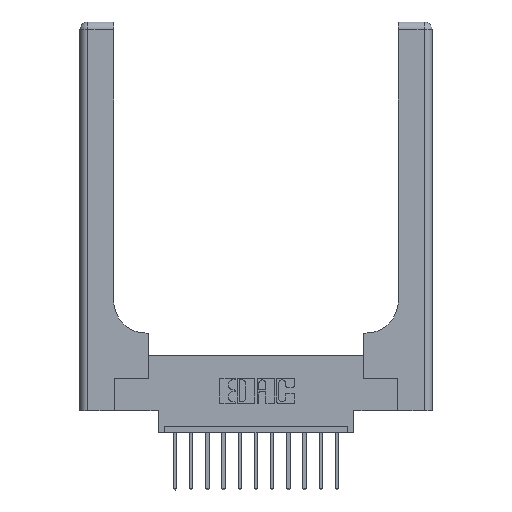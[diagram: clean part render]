
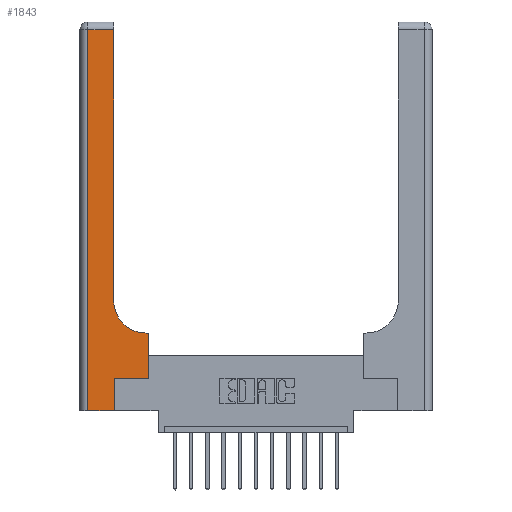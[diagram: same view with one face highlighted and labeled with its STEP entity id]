
A CAD part, top view. The second image highlights one B-rep face of the part: STEP entity #1843.
In plain terms, the highlighted planar face has unit normal (0, 0, 1).
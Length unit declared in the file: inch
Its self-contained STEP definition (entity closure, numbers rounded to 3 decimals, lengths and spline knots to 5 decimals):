
#70 = VECTOR ( 'NONE', #10674, 39.37008 ) ;
#431 = CIRCLE ( 'NONE', #7721, 0.25 ) ;
#578 = ORIENTED_EDGE ( 'NONE', *, *, #12682, .T. ) ;
#863 = CARTESIAN_POINT ( 'NONE',  ( 0., 0., 0.37 ) ) ;
#1357 = CARTESIAN_POINT ( 'NONE',  ( 0.26, 0.85, 0.37 ) ) ;
#1443 = VERTEX_POINT ( 'NONE', #10712 ) ;
#1644 = ORIENTED_EDGE ( 'NONE', *, *, #12180, .T. ) ;
#1744 = VECTOR ( 'NONE', #15375, 39.37008 ) ;
#1843 = ADVANCED_FACE ( 'NONE', ( #11829 ), #14891, .F. ) ;
#2112 = VECTOR ( 'NONE', #9755, 39.37008 ) ;
#2169 = CARTESIAN_POINT ( 'NONE',  ( 0.26, 3., 0.37 ) ) ;
#2275 = DIRECTION ( 'NONE',  ( -1., 0., 0. ) ) ;
#2430 = ORIENTED_EDGE ( 'NONE', *, *, #5594, .T. ) ;
#2572 = LINE ( 'NONE', #8017, #7159 ) ;
#3448 = LINE ( 'NONE', #15607, #70 ) ;
#3821 = VECTOR ( 'NONE', #8947, 39.37008 ) ;
#4032 = EDGE_LOOP ( 'NONE', ( #6251, #1644, #14859, #11887, #13013, #4731, #578, #2430, #4730 ) ) ;
#4362 = DIRECTION ( 'NONE',  ( -1., 0., 0. ) ) ;
#4509 = EDGE_CURVE ( 'NONE', #11767, #1443, #6412, .T. ) ;
#4720 = DIRECTION ( 'NONE',  ( 0., 1., 0. ) ) ;
#4730 = ORIENTED_EDGE ( 'NONE', *, *, #5810, .T. ) ;
#4731 = ORIENTED_EDGE ( 'NONE', *, *, #11337, .T. ) ;
#5395 = VERTEX_POINT ( 'NONE', #13726 ) ;
#5561 = VERTEX_POINT ( 'NONE', #9262 ) ;
#5594 = EDGE_CURVE ( 'NONE', #8242, #14790, #11510, .T. ) ;
#5595 = CARTESIAN_POINT ( 'NONE',  ( 0.51, 0.85, 0.37 ) ) ;
#5703 = VERTEX_POINT ( 'NONE', #14546 ) ;
#5810 = EDGE_CURVE ( 'NONE', #14790, #11767, #431, .T. ) ;
#6251 = ORIENTED_EDGE ( 'NONE', *, *, #4509, .T. ) ;
#6412 = LINE ( 'NONE', #2169, #10553 ) ;
#6952 = AXIS2_PLACEMENT_3D ( 'NONE', #11008, #16153, #2275 ) ;
#7159 = VECTOR ( 'NONE', #7958, 39.37008 ) ;
#7602 = VERTEX_POINT ( 'NONE', #8603 ) ;
#7721 = AXIS2_PLACEMENT_3D ( 'NONE', #5595, #13253, #9492 ) ;
#7958 = DIRECTION ( 'NONE',  ( 0., 1., 0. ) ) ;
#8017 = CARTESIAN_POINT ( 'NONE',  ( 0.528, 0.25, 0.37 ) ) ;
#8086 = EDGE_CURVE ( 'NONE', #7602, #5395, #13787, .T. ) ;
#8087 = LINE ( 'NONE', #863, #2112 ) ;
#8242 = VERTEX_POINT ( 'NONE', #10611 ) ;
#8603 = CARTESIAN_POINT ( 'NONE',  ( 0.265, 0., 0.37 ) ) ;
#8947 = DIRECTION ( 'NONE',  ( 1., 0., 0. ) ) ;
#9001 = CARTESIAN_POINT ( 'NONE',  ( 0.265, 0., 0.37 ) ) ;
#9262 = CARTESIAN_POINT ( 'NONE',  ( 0.528, 0.25, 0.37 ) ) ;
#9428 = CARTESIAN_POINT ( 'NONE',  ( 0.26, 0.6, 0.37 ) ) ;
#9446 = EDGE_CURVE ( 'NONE', #5703, #7602, #8087, .T. ) ;
#9492 = DIRECTION ( 'NONE',  ( 1., 0., 0. ) ) ;
#9755 = DIRECTION ( 'NONE',  ( 1., 0., 0. ) ) ;
#10205 = CARTESIAN_POINT ( 'NONE',  ( 0.265, 0.25, 0.37 ) ) ;
#10553 = VECTOR ( 'NONE', #4720, 39.37008 ) ;
#10611 = CARTESIAN_POINT ( 'NONE',  ( 0.528, 0.6, 0.37 ) ) ;
#10674 = DIRECTION ( 'NONE',  ( 0., -1., 0. ) ) ;
#10712 = CARTESIAN_POINT ( 'NONE',  ( 0.26, 2.94, 0.37 ) ) ;
#10938 = EDGE_CURVE ( 'NONE', #12339, #5703, #3448, .T. ) ;
#11008 = CARTESIAN_POINT ( 'NONE',  ( 0., 3., 0.37 ) ) ;
#11314 = VECTOR ( 'NONE', #4362, 39.37008 ) ;
#11337 = EDGE_CURVE ( 'NONE', #5395, #5561, #13685, .T. ) ;
#11510 = LINE ( 'NONE', #9428, #12899 ) ;
#11767 = VERTEX_POINT ( 'NONE', #1357 ) ;
#11829 = FACE_OUTER_BOUND ( 'NONE', #4032, .T. ) ;
#11887 = ORIENTED_EDGE ( 'NONE', *, *, #9446, .T. ) ;
#12180 = EDGE_CURVE ( 'NONE', #1443, #12339, #14266, .T. ) ;
#12328 = CARTESIAN_POINT ( 'NONE',  ( 0.51, 0.6, 0.37 ) ) ;
#12339 = VERTEX_POINT ( 'NONE', #13550 ) ;
#12682 = EDGE_CURVE ( 'NONE', #5561, #8242, #2572, .T. ) ;
#12899 = VECTOR ( 'NONE', #14497, 39.37008 ) ;
#13013 = ORIENTED_EDGE ( 'NONE', *, *, #8086, .T. ) ;
#13243 = CARTESIAN_POINT ( 'NONE',  ( 0., 2.94, 0.37 ) ) ;
#13253 = DIRECTION ( 'NONE',  ( 0., 0., -1. ) ) ;
#13550 = CARTESIAN_POINT ( 'NONE',  ( 0.06, 2.94, 0.37 ) ) ;
#13685 = LINE ( 'NONE', #10205, #3821 ) ;
#13726 = CARTESIAN_POINT ( 'NONE',  ( 0.265, 0.25, 0.37 ) ) ;
#13787 = LINE ( 'NONE', #9001, #1744 ) ;
#14266 = LINE ( 'NONE', #13243, #11314 ) ;
#14497 = DIRECTION ( 'NONE',  ( -1., 0., 0. ) ) ;
#14546 = CARTESIAN_POINT ( 'NONE',  ( 0.06, 0., 0.37 ) ) ;
#14790 = VERTEX_POINT ( 'NONE', #12328 ) ;
#14859 = ORIENTED_EDGE ( 'NONE', *, *, #10938, .T. ) ;
#14891 = PLANE ( 'NONE',  #6952 ) ;
#15375 = DIRECTION ( 'NONE',  ( 0., 1., 0. ) ) ;
#15607 = CARTESIAN_POINT ( 'NONE',  ( 0.06, 3., 0.37 ) ) ;
#16153 = DIRECTION ( 'NONE',  ( 0., 0., -1. ) ) ;
